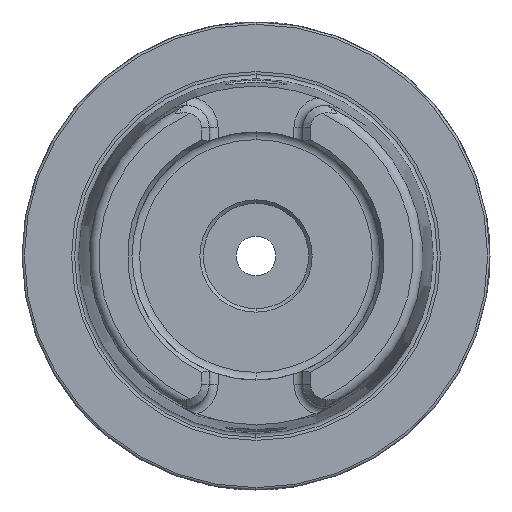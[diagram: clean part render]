
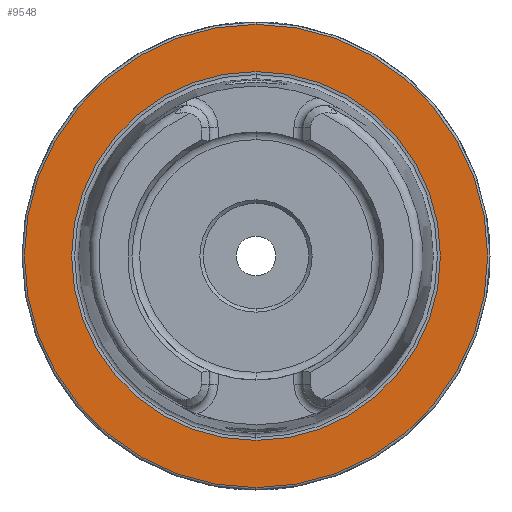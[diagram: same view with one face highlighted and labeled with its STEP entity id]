
A CAD part, left-side view. The second image highlights one B-rep face of the part: STEP entity #9548.
In plain terms, the highlighted planar face has unit normal (-1, 0, 0).
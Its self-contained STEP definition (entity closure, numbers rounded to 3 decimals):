
#1317 = VERTEX_POINT ( 'NONE', #10455 ) ;
#1380 = VERTEX_POINT ( 'NONE', #3106 ) ;
#1382 = VERTEX_POINT ( 'NONE', #3108 ) ;
#1417 = VERTEX_POINT ( 'NONE', #3143 ) ;
#1798 = CIRCLE ( 'NONE', #1805, 39.405 ) ;
#1800 = CIRCLE ( 'NONE', #1803, 49.5 ) ;
#1803 = AXIS2_PLACEMENT_3D ( 'NONE', #4133, #4134, #4135 ) ;
#1805 = AXIS2_PLACEMENT_3D ( 'NONE', #4136, #4137, #4138 ) ;
#2257 = EDGE_CURVE ( 'NONE', #1382, #1317, #1800, .T. ) ;
#2258 = EDGE_CURVE ( 'NONE', #1380, #1417, #1798, .T. ) ;
#2516 = ORIENTED_EDGE ( 'NONE', *, *, #2258, .F. ) ;
#2517 = ORIENTED_EDGE ( 'NONE', *, *, #9518, .F. ) ;
#2518 = ORIENTED_EDGE ( 'NONE', *, *, #9522, .T. ) ;
#2519 = ORIENTED_EDGE ( 'NONE', *, *, #2257, .T. ) ;
#3106 = CARTESIAN_POINT ( 'NONE',  ( 0., 0., 39.405 ) ) ;
#3108 = CARTESIAN_POINT ( 'NONE',  ( 0., 0., -49.5 ) ) ;
#3143 = CARTESIAN_POINT ( 'NONE',  ( 0., 0., -39.405 ) ) ;
#4133 = CARTESIAN_POINT ( 'NONE',  ( 0., 0., 0. ) ) ;
#4134 = DIRECTION ( 'NONE',  ( -1., 0., 0. ) ) ;
#4135 = DIRECTION ( 'NONE',  ( 0., 0., 1. ) ) ;
#4136 = CARTESIAN_POINT ( 'NONE',  ( 0., 0., 0. ) ) ;
#4137 = DIRECTION ( 'NONE',  ( -1., 0., 0. ) ) ;
#4138 = DIRECTION ( 'NONE',  ( 0., 0., 1. ) ) ;
#4984 = EDGE_LOOP ( 'NONE', ( #2516, #2517 ) ) ;
#5749 = FACE_BOUND ( 'NONE', #4984, .T. ) ;
#5752 = DIRECTION ( 'NONE',  ( 1., 0., 0. ) ) ;
#5754 = CARTESIAN_POINT ( 'NONE',  ( 0., 49.5, 0. ) ) ;
#5756 = FACE_OUTER_BOUND ( 'NONE', #8727, .T. ) ;
#5757 = PLANE ( 'NONE',  #8332 ) ;
#5759 = DIRECTION ( 'NONE',  ( 0., 0., -1. ) ) ;
#7534 = CARTESIAN_POINT ( 'NONE',  ( 0., 0., 0. ) ) ;
#7536 = DIRECTION ( 'NONE',  ( -1., 0., 0. ) ) ;
#7538 = DIRECTION ( 'NONE',  ( 0., 0., 1. ) ) ;
#7567 = CARTESIAN_POINT ( 'NONE',  ( 0., 0., 0. ) ) ;
#7569 = DIRECTION ( 'NONE',  ( -1., 0., 0. ) ) ;
#7571 = DIRECTION ( 'NONE',  ( 0., 0., 1. ) ) ;
#8332 = AXIS2_PLACEMENT_3D ( 'NONE', #5754, #5752, #5759 ) ;
#8399 = CIRCLE ( 'NONE', #8400, 49.5 ) ;
#8400 = AXIS2_PLACEMENT_3D ( 'NONE', #7567, #7569, #7571 ) ;
#8727 = EDGE_LOOP ( 'NONE', ( #2518, #2519 ) ) ;
#9193 = CIRCLE ( 'NONE', #9201, 39.405 ) ;
#9201 = AXIS2_PLACEMENT_3D ( 'NONE', #7534, #7536, #7538 ) ;
#9518 = EDGE_CURVE ( 'NONE', #1417, #1380, #9193, .T. ) ;
#9522 = EDGE_CURVE ( 'NONE', #1317, #1382, #8399, .T. ) ;
#9548 = ADVANCED_FACE ( 'NONE', ( #5749, #5756 ), #5757, .F. ) ;
#10455 = CARTESIAN_POINT ( 'NONE',  ( 0., 0., 49.5 ) ) ;
